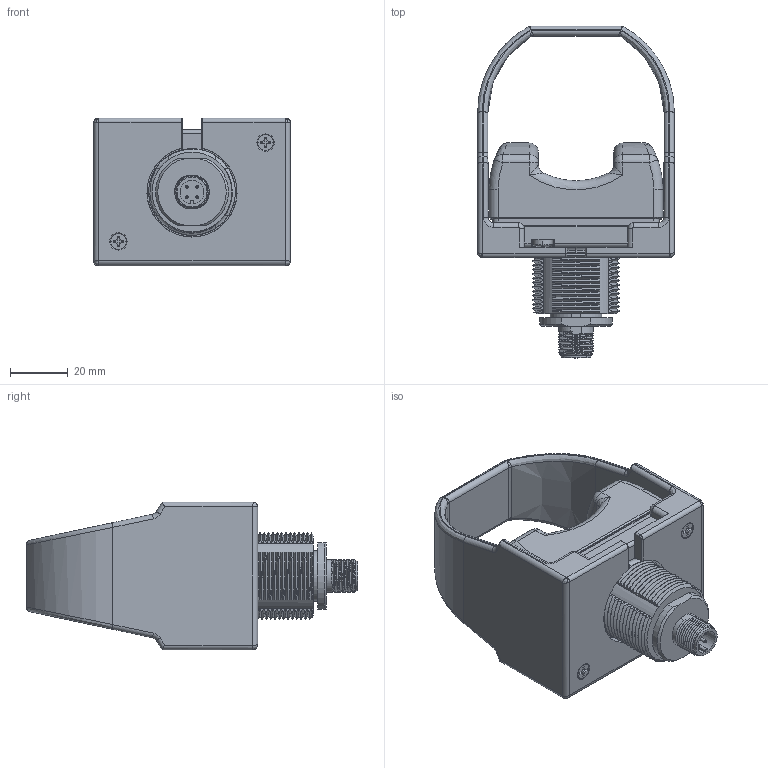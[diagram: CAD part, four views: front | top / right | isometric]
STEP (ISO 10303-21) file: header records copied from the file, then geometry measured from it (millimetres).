
FILE_DESCRIPTION((''),'2;1');
FILE_NAME('215164_SM01_ASM','2021-08-18T14:07:33',('PDMAdmin'),('BANNER ENGINEERING'),'CREO PARAMETRIC BY PTC INC, 2019292','CREO PARAMETRIC BY PTC INC, 2019292','');
FILE_SCHEMA(('CONFIG_CONTROL_DESIGN'));
Products named in the file (4): 215164_EP01; 213129_EP02; 215340; 215164_SM01_ASM
Assembly tree (4 placements, depth 2):
  215164_SM01_ASM
    215164_EP01
    213129_EP02
    215340  x2
Bounding box: 68 x 114.65 x 51 mm (x, y, z)
Volume: 91557.9 mm3; surface area: 39795.8 mm2
Topology: 1 solids, 6 shells, 1082 faces, 3631 edges, 2505 vertices
Faces by surface type: cylinder 341, bspline 320, plane 298, cone 73, torus 32, sphere 16, extrusion 2
Entity records: 55104 total; most frequent: CARTESIAN_POINT 30359, ORIENTED_EDGE 5573, DIRECTION 4101, EDGE_CURVE 3112, VERTEX_POINT 2094, AXIS2_PLACEMENT_3D 1404, VECTOR 1293, LINE 1291
